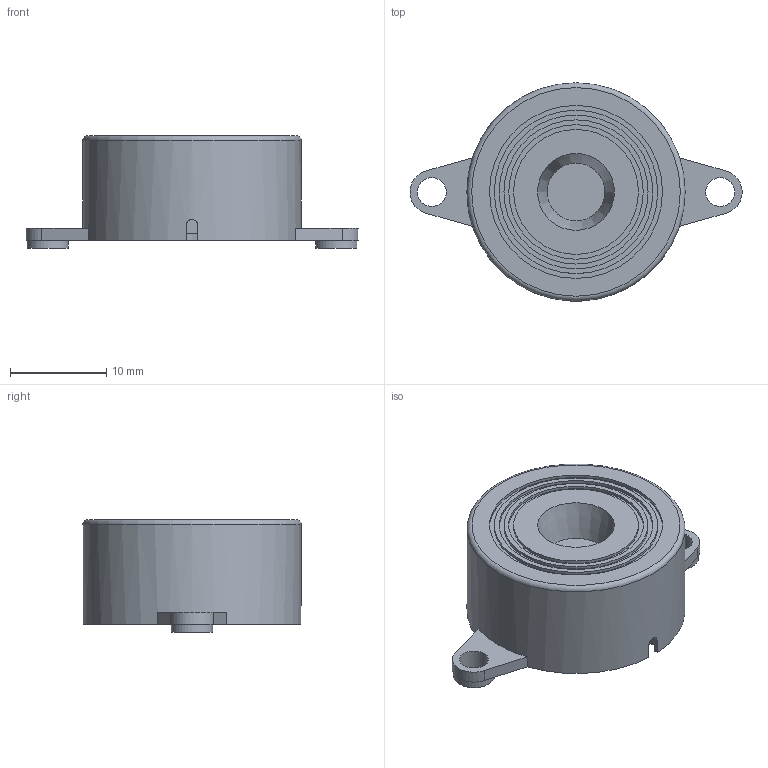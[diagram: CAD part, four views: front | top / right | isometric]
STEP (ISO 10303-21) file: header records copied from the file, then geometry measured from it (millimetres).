
FILE_DESCRIPTION(/* description */ (''),/* implementation_level */ '2;1');
FILE_NAME(/* name */ 'Beeper buzzer 3-24V 23dia 11h leaded.step',/* time_stamp */ '2022-12-23T17:13:09+11:00',/* author */ (''),/* organization */ (''),/* preprocessor_version */ 'ST-DEVELOPER v19.2',/* originating_system */ 'Autodesk Translation Framework v11.17.0.187',/* authorisation */ '');
FILE_SCHEMA (('AUTOMOTIVE_DESIGN { 1 0 10303 214 3 1 1 }'));
Length unit declared in the file: millimetre
Products named in the file (1): Beeper buzzer 3-24V 23dia 11h leaded
Bounding box: 34.54 x 22.7 x 11.72 mm (x, y, z)
Volume: 4045.3 mm3; surface area: 2080.2 mm2
Topology: 31 solids, 31 shells, 569 faces, 1493 edges, 995 vertices
Faces by surface type: bspline 304, plane 246, cylinder 17, torus 1, cone 1
Full cylindrical faces by diameter (mm): 3 x2, 4.3 x2, 6 x1, 13 x1, 14 x1, 15 x1, 16 x1, 17 x1, 18 x1, 22.7 x1
Entity records: 20315 total; most frequent: CARTESIAN_POINT 8244, ORIENTED_EDGE 2986, EDGE_CURVE 1493, DIRECTION 1457, VERTEX_POINT 995, LINE 841, VECTOR 841, B_SPLINE_CURVE_WITH_KNOTS 610
